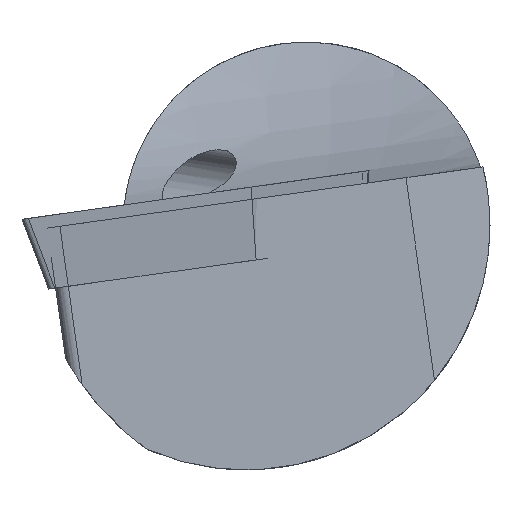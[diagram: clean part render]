
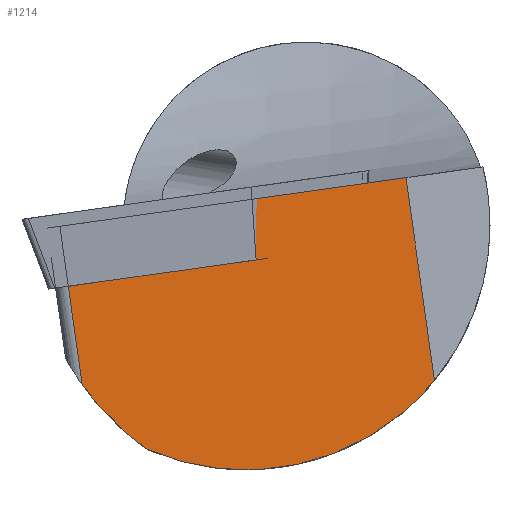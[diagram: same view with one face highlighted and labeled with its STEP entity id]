
A CAD part, front view. The second image highlights one B-rep face of the part: STEP entity #1214.
In plain terms, the highlighted face is planar.
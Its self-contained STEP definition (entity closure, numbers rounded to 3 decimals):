
#19=ELLIPSE('',#1352,9.012,9.);
#23=ELLIPSE('',#1362,8.011,8.);
#78=PLANE('',#1364);
#116=LINE('',#1935,#211);
#130=LINE('',#2026,#225);
#131=LINE('',#2027,#226);
#211=VECTOR('',#1526,1000.);
#225=VECTOR('',#1578,1000.);
#226=VECTOR('',#1579,1000.);
#385=ORIENTED_EDGE('',*,*,#670,.T.);
#386=ORIENTED_EDGE('',*,*,#680,.T.);
#387=ORIENTED_EDGE('',*,*,#683,.T.);
#388=ORIENTED_EDGE('',*,*,#652,.T.);
#389=ORIENTED_EDGE('',*,*,#684,.F.);
#652=EDGE_CURVE('',#814,#815,#116,.T.);
#670=EDGE_CURVE('',#831,#830,#19,.T.);
#680=EDGE_CURVE('',#830,#836,#23,.T.);
#683=EDGE_CURVE('',#836,#814,#130,.T.);
#684=EDGE_CURVE('',#831,#815,#131,.T.);
#814=VERTEX_POINT('',#1936);
#815=VERTEX_POINT('',#1937);
#830=VERTEX_POINT('',#1980);
#831=VERTEX_POINT('',#1982);
#836=VERTEX_POINT('',#2020);
#999=EDGE_LOOP('',(#385,#386,#387,#388,#389));
#1099=FACE_BOUND('',#999,.T.);
#1214=ADVANCED_FACE('',(#1099),#78,.F.);
#1352=AXIS2_PLACEMENT_3D('',#1981,#1549,#1550);
#1362=AXIS2_PLACEMENT_3D('',#2021,#1570,#1571);
#1364=AXIS2_PLACEMENT_3D('',#2025,#1576,#1577);
#1526=DIRECTION('',(-0.052,0.989,-0.139));
#1549=DIRECTION('',(-0.999,-0.052,0.007));
#1550=DIRECTION('',(-0.052,0.989,-0.139));
#1570=DIRECTION('',(-0.999,-0.052,0.007));
#1571=DIRECTION('',(-0.052,0.989,-0.139));
#1576=DIRECTION('',(0.999,0.052,-0.007));
#1577=DIRECTION('',(0.052,-0.999,0.));
#1578=DIRECTION('',(0.,0.139,0.99));
#1579=DIRECTION('',(0.,0.139,0.99));
#1935=CARTESIAN_POINT('',(0.702,1.47,0.898));
#1936=CARTESIAN_POINT('',(0.952,-3.251,1.562));
#1937=CARTESIAN_POINT('',(0.353,8.069,-0.029));
#1980=CARTESIAN_POINT('',(0.446,5.25,-7.31));
#1981=CARTESIAN_POINT('',(0.772,0.,0.));
#1982=CARTESIAN_POINT('',(0.353,7.342,-5.206));
#2020=CARTESIAN_POINT('',(0.952,-4.184,-5.075));
#2021=CARTESIAN_POINT('',(0.668,2.,0.));
#2025=CARTESIAN_POINT('',(0.696,-1.636,-22.043));
#2026=CARTESIAN_POINT('',(0.952,-6.473,-21.364));
#2027=CARTESIAN_POINT('',(0.353,4.847,-22.954));
